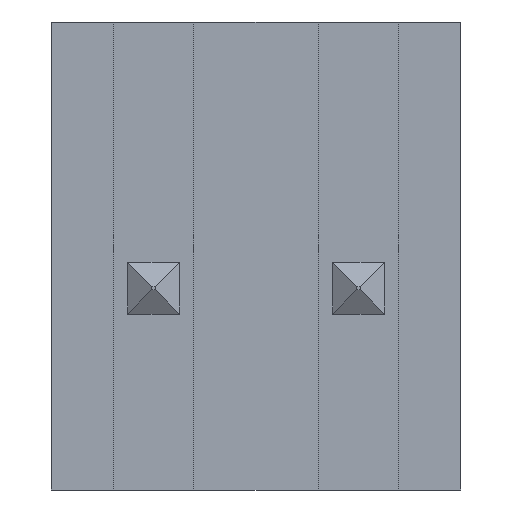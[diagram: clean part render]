
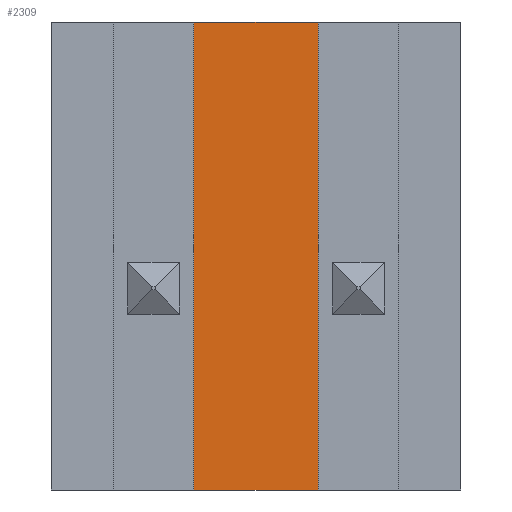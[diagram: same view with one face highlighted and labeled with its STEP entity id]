
A CAD part, front view. The second image highlights one B-rep face of the part: STEP entity #2309.
In plain terms, the highlighted planar face has unit normal (0, -1, 0).
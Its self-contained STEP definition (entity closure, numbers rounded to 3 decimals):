
#94 = AXIS2_PLACEMENT_3D ( 'NONE', #1854, #623, #2057 ) ;
#119 = LINE ( 'NONE', #1193, #659 ) ;
#323 = CARTESIAN_POINT ( 'NONE',  ( -0.77, -2.243, -4.102 ) ) ;
#402 = VECTOR ( 'NONE', #905, 1000. ) ;
#523 = CARTESIAN_POINT ( 'NONE',  ( 0.77, -2.243, -4.102 ) ) ;
#607 = DIRECTION ( 'NONE',  ( -1., 0., 0. ) ) ;
#623 = DIRECTION ( 'NONE',  ( 0., 1., 0. ) ) ;
#659 = VECTOR ( 'NONE', #1819, 1000. ) ;
#776 = EDGE_CURVE ( 'NONE', #2158, #2030, #119, .T. ) ;
#828 = PLANE ( 'NONE',  #94 ) ;
#905 = DIRECTION ( 'NONE',  ( 0., 0., 1. ) ) ;
#1015 = ORIENTED_EDGE ( 'NONE', *, *, #2295, .F. ) ;
#1074 = ORIENTED_EDGE ( 'NONE', *, *, #776, .F. ) ;
#1085 = VERTEX_POINT ( 'NONE', #1681 ) ;
#1109 = EDGE_LOOP ( 'NONE', ( #2290, #1074, #1954, #1015 ) ) ;
#1193 = CARTESIAN_POINT ( 'NONE',  ( 0., -2.243, 2.898 ) ) ;
#1231 = VECTOR ( 'NONE', #607, 1000. ) ;
#1232 = CARTESIAN_POINT ( 'NONE',  ( -0.77, -2.243, -2.902 ) ) ;
#1290 = LINE ( 'NONE', #1625, #1231 ) ;
#1476 = VECTOR ( 'NONE', #1750, 1000. ) ;
#1506 = FACE_OUTER_BOUND ( 'NONE', #1109, .T. ) ;
#1537 = CARTESIAN_POINT ( 'NONE',  ( 0.77, -2.243, 2.898 ) ) ;
#1543 = LINE ( 'NONE', #523, #402 ) ;
#1573 = CARTESIAN_POINT ( 'NONE',  ( -0.77, -2.243, 2.898 ) ) ;
#1625 = CARTESIAN_POINT ( 'NONE',  ( 0., -2.243, -2.902 ) ) ;
#1681 = CARTESIAN_POINT ( 'NONE',  ( 0.77, -2.243, -2.902 ) ) ;
#1750 = DIRECTION ( 'NONE',  ( 0., 0., 1. ) ) ;
#1819 = DIRECTION ( 'NONE',  ( 1., 0., 0. ) ) ;
#1854 = CARTESIAN_POINT ( 'NONE',  ( 0., -2.243, 2.898 ) ) ;
#1954 = ORIENTED_EDGE ( 'NONE', *, *, #2064, .F. ) ;
#2030 = VERTEX_POINT ( 'NONE', #1537 ) ;
#2034 = LINE ( 'NONE', #323, #1476 ) ;
#2057 = DIRECTION ( 'NONE',  ( 0., 0., 1. ) ) ;
#2064 = EDGE_CURVE ( 'NONE', #2635, #2158, #2034, .T. ) ;
#2070 = EDGE_CURVE ( 'NONE', #1085, #2030, #1543, .T. ) ;
#2158 = VERTEX_POINT ( 'NONE', #1573 ) ;
#2290 = ORIENTED_EDGE ( 'NONE', *, *, #2070, .T. ) ;
#2295 = EDGE_CURVE ( 'NONE', #1085, #2635, #1290, .T. ) ;
#2309 = ADVANCED_FACE ( 'NONE', ( #1506 ), #828, .F. ) ;
#2635 = VERTEX_POINT ( 'NONE', #1232 ) ;
